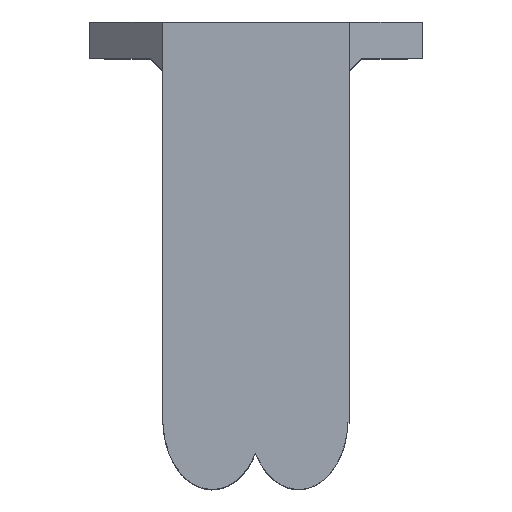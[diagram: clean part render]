
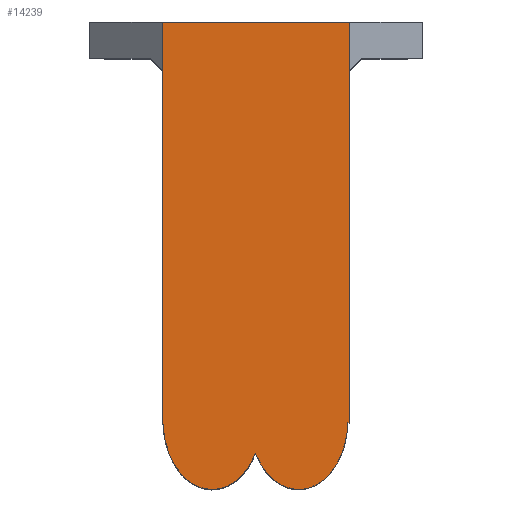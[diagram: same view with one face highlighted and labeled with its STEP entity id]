
A CAD part, top view. The second image highlights one B-rep face of the part: STEP entity #14239.
In plain terms, the highlighted planar face has unit normal (0, 0, 1).
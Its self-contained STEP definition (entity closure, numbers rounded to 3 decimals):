
#25=ELLIPSE('',#14580,11.5,8.132);
#26=ELLIPSE('',#14583,11.5,8.132);
#1769=PLANE('',#14582);
#2527=FACE_OUTER_BOUND('',#3349,.T.);
#3349=EDGE_LOOP('',(#13364,#13365,#13366,#13367,#13368,#13369,#13370,#13371,
#13372));
#4358=LINE('',#27901,#5504);
#4393=LINE('',#28302,#5539);
#4413=LINE('',#28341,#5559);
#4427=LINE('',#28375,#5573);
#4429=LINE('',#28378,#5575);
#4506=LINE('',#28617,#5652);
#4510=LINE('',#28643,#5656);
#5504=VECTOR('',#16020,10.);
#5539=VECTOR('',#16123,10.);
#5559=VECTOR('',#16147,10.);
#5573=VECTOR('',#16185,10.);
#5575=VECTOR('',#16189,10.);
#5652=VECTOR('',#16366,10.);
#5656=VECTOR('',#16386,10.);
#6957=VERTEX_POINT('',#27883);
#6965=VERTEX_POINT('',#27899);
#7014=VERTEX_POINT('',#28275);
#7025=VERTEX_POINT('',#28301);
#7041=VERTEX_POINT('',#28338);
#7042=VERTEX_POINT('',#28340);
#7108=VERTEX_POINT('',#28616);
#7110=VERTEX_POINT('',#28634);
#7111=VERTEX_POINT('',#28636);
#9003=EDGE_CURVE('',#6965,#6957,#4358,.T.);
#9080=EDGE_CURVE('',#7025,#7014,#4393,.T.);
#9100=EDGE_CURVE('',#7042,#7041,#4413,.T.);
#9118=EDGE_CURVE('',#7014,#7042,#4427,.T.);
#9120=EDGE_CURVE('',#6957,#7041,#4429,.T.);
#9215=EDGE_CURVE('',#7108,#7025,#4506,.T.);
#9221=EDGE_CURVE('',#7111,#7110,#25,.T.);
#9224=EDGE_CURVE('',#7110,#7108,#26,.T.);
#9225=EDGE_CURVE('',#6965,#7111,#4510,.T.);
#13364=ORIENTED_EDGE('',*,*,#9224,.T.);
#13365=ORIENTED_EDGE('',*,*,#9215,.T.);
#13366=ORIENTED_EDGE('',*,*,#9080,.T.);
#13367=ORIENTED_EDGE('',*,*,#9118,.T.);
#13368=ORIENTED_EDGE('',*,*,#9100,.T.);
#13369=ORIENTED_EDGE('',*,*,#9120,.F.);
#13370=ORIENTED_EDGE('',*,*,#9003,.F.);
#13371=ORIENTED_EDGE('',*,*,#9225,.T.);
#13372=ORIENTED_EDGE('',*,*,#9221,.T.);
#14239=ADVANCED_FACE('',(#2527),#1769,.T.);
#14580=AXIS2_PLACEMENT_3D('',#28637,#16377,#16378);
#14582=AXIS2_PLACEMENT_3D('',#28641,#16382,#16383);
#14583=AXIS2_PLACEMENT_3D('',#28642,#16384,#16385);
#16020=DIRECTION('',(0.,1.,0.));
#16123=DIRECTION('',(0.,1.,0.));
#16147=DIRECTION('',(-1.,0.,0.));
#16185=DIRECTION('',(0.,1.,0.));
#16189=DIRECTION('',(0.,1.,0.));
#16366=DIRECTION('',(1.,0.,0.));
#16377=DIRECTION('center_axis',(0.,0.,1.));
#16378=DIRECTION('ref_axis',(0.,1.,0.));
#16382=DIRECTION('center_axis',(0.,0.,1.));
#16383=DIRECTION('ref_axis',(-1.,0.,0.));
#16384=DIRECTION('center_axis',(0.,0.,1.));
#16385=DIRECTION('ref_axis',(0.,-1.,0.));
#16386=DIRECTION('',(1.,0.,0.));
#27883=CARTESIAN_POINT('',(9.819,36.586,8.867));
#27899=CARTESIAN_POINT('',(9.819,-21.518,8.867));
#27901=CARTESIAN_POINT('',(9.819,-32.621,8.867));
#28275=CARTESIAN_POINT('',(40.719,36.586,8.867));
#28301=CARTESIAN_POINT('',(40.719,-21.518,8.867));
#28302=CARTESIAN_POINT('',(40.719,-10.414,8.867));
#28338=CARTESIAN_POINT('',(9.819,44.586,8.867));
#28340=CARTESIAN_POINT('',(40.719,44.586,8.867));
#28341=CARTESIAN_POINT('',(40.719,44.586,8.867));
#28375=CARTESIAN_POINT('',(40.719,-10.414,8.867));
#28378=CARTESIAN_POINT('',(9.819,-32.621,8.867));
#28616=CARTESIAN_POINT('',(40.432,-21.518,8.867));
#28617=CARTESIAN_POINT('',(9.819,-21.518,8.867));
#28634=CARTESIAN_POINT('',(25.172,-26.513,8.867));
#28636=CARTESIAN_POINT('',(9.912,-21.518,8.867));
#28637=CARTESIAN_POINT('Origin',(18.035,-21.,8.867));
#28641=CARTESIAN_POINT('Origin',(17.863,-21.457,8.867));
#28642=CARTESIAN_POINT('Origin',(32.308,-21.,8.867));
#28643=CARTESIAN_POINT('',(9.819,-21.518,8.867));
